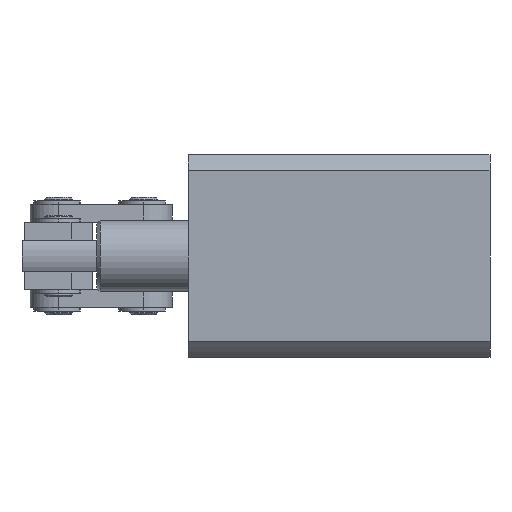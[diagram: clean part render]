
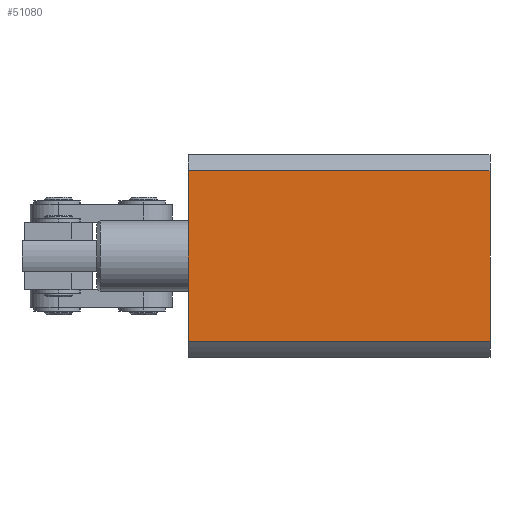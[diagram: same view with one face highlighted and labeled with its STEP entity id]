
A CAD part, left-side view. The second image highlights one B-rep face of the part: STEP entity #51080.
In plain terms, the highlighted planar face has unit normal (-1, 0, 0).
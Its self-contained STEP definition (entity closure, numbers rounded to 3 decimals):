
#1406 = EDGE_CURVE ( 'NONE', #17145, #20766, #42432, .T. ) ;
#3383 = CARTESIAN_POINT ( 'NONE',  ( -28.5, 0., -23.986 ) ) ;
#4459 = EDGE_CURVE ( 'NONE', #45400, #20766, #41379, .T. ) ;
#5859 = CARTESIAN_POINT ( 'NONE',  ( -28.5, 0., -23.986 ) ) ;
#7483 = DIRECTION ( 'NONE',  ( 0., 0., 1. ) ) ;
#9481 = LINE ( 'NONE', #5859, #40876 ) ;
#11455 = PLANE ( 'NONE',  #14225 ) ;
#12943 = EDGE_LOOP ( 'NONE', ( #44357, #47025, #28839, #51874 ) ) ;
#13251 = DIRECTION ( 'NONE',  ( 0., 0., 1. ) ) ;
#14225 = AXIS2_PLACEMENT_3D ( 'NONE', #3383, #32042, #7483 ) ;
#14267 = EDGE_CURVE ( 'NONE', #39703, #17145, #19596, .T. ) ;
#16514 = DIRECTION ( 'NONE',  ( 0., 0., 1. ) ) ;
#17145 = VERTEX_POINT ( 'NONE', #48513 ) ;
#19596 = LINE ( 'NONE', #35624, #49575 ) ;
#20766 = VERTEX_POINT ( 'NONE', #45683 ) ;
#28839 = ORIENTED_EDGE ( 'NONE', *, *, #1406, .F. ) ;
#30396 = DIRECTION ( 'NONE',  ( 0., -1., 0. ) ) ;
#31511 = VECTOR ( 'NONE', #53037, 1000. ) ;
#32042 = DIRECTION ( 'NONE',  ( -1., 0., 0. ) ) ;
#32197 = CARTESIAN_POINT ( 'NONE',  ( -28.5, 85., -23.986 ) ) ;
#35624 = CARTESIAN_POINT ( 'NONE',  ( -28.5, 85., 0. ) ) ;
#36953 = CARTESIAN_POINT ( 'NONE',  ( -28.5, 0., 0. ) ) ;
#39086 = FACE_OUTER_BOUND ( 'NONE', #12943, .T. ) ;
#39703 = VERTEX_POINT ( 'NONE', #32197 ) ;
#40624 = CARTESIAN_POINT ( 'NONE',  ( -28.5, 0., 23.986 ) ) ;
#40876 = VECTOR ( 'NONE', #30396, 1000. ) ;
#41379 = LINE ( 'NONE', #36953, #52319 ) ;
#41715 = CARTESIAN_POINT ( 'NONE',  ( -28.5, 0., -23.986 ) ) ;
#42432 = LINE ( 'NONE', #40624, #31511 ) ;
#44357 = ORIENTED_EDGE ( 'NONE', *, *, #52838, .T. ) ;
#45400 = VERTEX_POINT ( 'NONE', #41715 ) ;
#45683 = CARTESIAN_POINT ( 'NONE',  ( -28.5, 0., 23.986 ) ) ;
#47025 = ORIENTED_EDGE ( 'NONE', *, *, #4459, .T. ) ;
#48513 = CARTESIAN_POINT ( 'NONE',  ( -28.5, 85., 23.986 ) ) ;
#49575 = VECTOR ( 'NONE', #13251, 1000. ) ;
#51080 = ADVANCED_FACE ( 'NONE', ( #39086 ), #11455, .T. ) ;
#51874 = ORIENTED_EDGE ( 'NONE', *, *, #14267, .F. ) ;
#52319 = VECTOR ( 'NONE', #16514, 1000. ) ;
#52838 = EDGE_CURVE ( 'NONE', #39703, #45400, #9481, .T. ) ;
#53037 = DIRECTION ( 'NONE',  ( 0., -1., 0. ) ) ;
